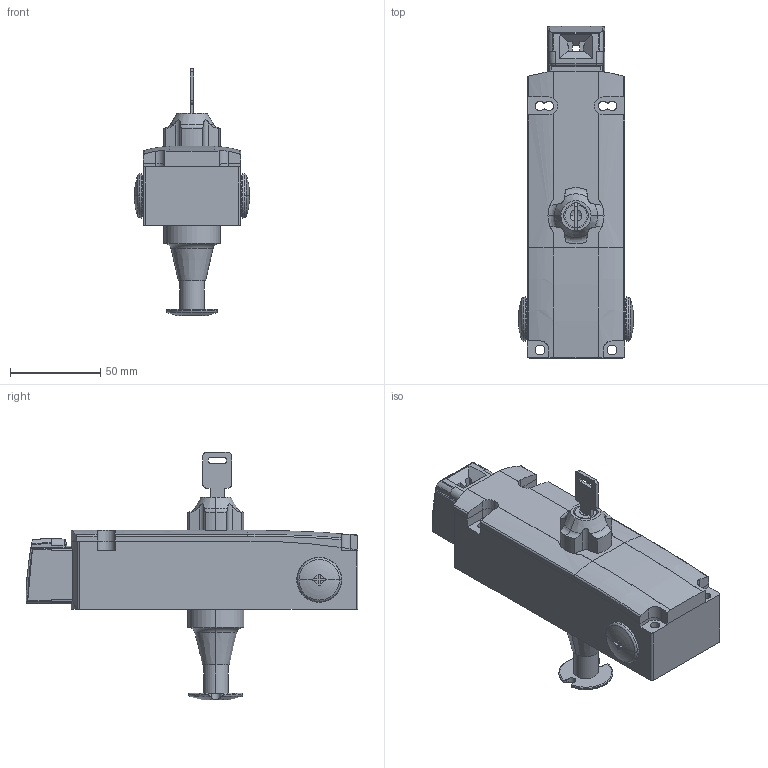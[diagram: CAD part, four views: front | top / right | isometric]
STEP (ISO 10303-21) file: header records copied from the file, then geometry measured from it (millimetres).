
FILE_DESCRIPTION(('STEP AP214'),'1');
FILE_NAME('cctmp_D2761490-40CE-4853-921A-3DAF2836F0C0_2023_07_21_11_40_49_0616..stp','2023-07-21T09:40:50',('SIEMENS A&D'),('CADClick - www.CADClick.com'),'Spatial InterOp 3D postprocessed',' ','unknown authorization');
FILE_SCHEMA(('AUTOMOTIVE_DESIGN'));
Length unit declared in the file: millimetre
Products named in the file (7): cc_unnamed; 2023_07_21_11_40_49_0585; 2023_07_21_11_40_49_0581; 2023_07_21_11_40_49_0577; 2023_07_21_11_40_49_0573; 2023_07_21_11_40_49_0570; 2023_07_21_11_40_49_0566
Assembly tree (6 placements, depth 2):
  cc_unnamed
    2023_07_21_11_40_49_0585
    2023_07_21_11_40_49_0581
    2023_07_21_11_40_49_0577
    2023_07_21_11_40_49_0573
    2023_07_21_11_40_49_0570
    2023_07_21_11_40_49_0566
Bounding box: 63.98 x 184.1 x 137.2 mm (x, y, z)
Volume: 223672.5 mm3; surface area: 87662.8 mm2
Topology: 6 solids, 7 shells, 521 faces, 1442 edges, 931 vertices
Faces by surface type: plane 252, cylinder 187, torus 52, cone 24, sphere 4, revolution 2
Entity records: 19311 total; most frequent: CARTESIAN_POINT 4213, ORIENTED_EDGE 2844, DIRECTION 2779, EDGE_CURVE 1422, AXIS2_PLACEMENT_3D 1007, VERTEX_POINT 931, LINE 763, VECTOR 763
